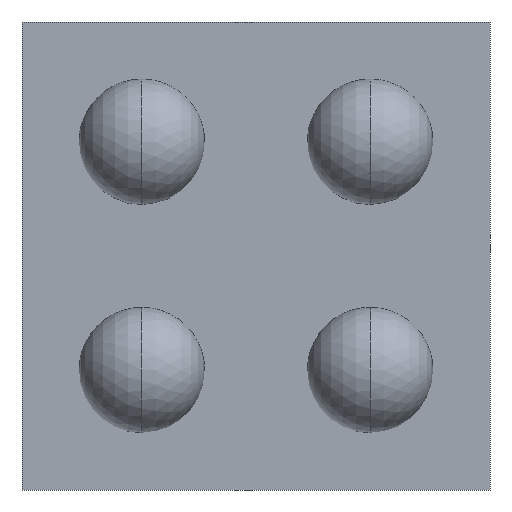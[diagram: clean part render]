
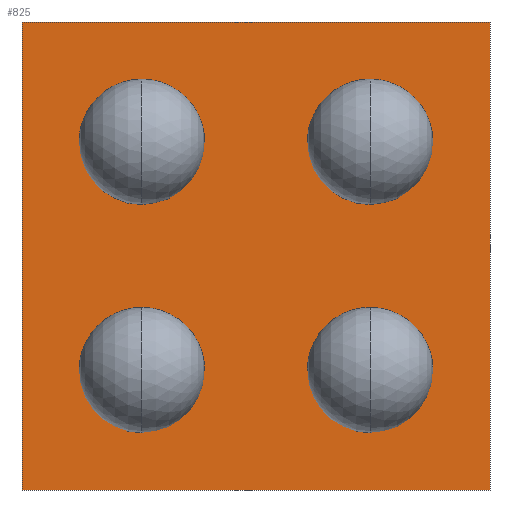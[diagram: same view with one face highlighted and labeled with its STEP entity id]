
A CAD part, front view. The second image highlights one B-rep face of the part: STEP entity #825.
In plain terms, the highlighted planar face has unit normal (0, -1, 0).
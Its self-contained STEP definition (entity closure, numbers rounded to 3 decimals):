
#4 = EDGE_CURVE ( 'NONE', #277, #712, #154, .T. ) ;
#20 = LINE ( 'NONE', #812, #355 ) ;
#133 = CARTESIAN_POINT ( 'NONE',  ( -0.41, 0.17, 0.41 ) ) ;
#149 = CARTESIAN_POINT ( 'NONE',  ( 0.41, 0.17, 0.41 ) ) ;
#151 = ORIENTED_EDGE ( 'NONE', *, *, #786, .F. ) ;
#154 = LINE ( 'NONE', #349, #506 ) ;
#199 = DIRECTION ( 'NONE',  ( 0., 0., -1. ) ) ;
#214 = DIRECTION ( 'NONE',  ( 0., 0., 1. ) ) ;
#228 = VECTOR ( 'NONE', #600, 1000. ) ;
#238 = EDGE_CURVE ( 'NONE', #575, #277, #800, .T. ) ;
#277 = VERTEX_POINT ( 'NONE', #334 ) ;
#295 = ORIENTED_EDGE ( 'NONE', *, *, #337, .F. ) ;
#334 = CARTESIAN_POINT ( 'NONE',  ( 0.41, 0.17, -0.41 ) ) ;
#337 = EDGE_CURVE ( 'NONE', #712, #514, #20, .T. ) ;
#349 = CARTESIAN_POINT ( 'NONE',  ( -0.41, 0.17, -0.41 ) ) ;
#355 = VECTOR ( 'NONE', #214, 1000. ) ;
#360 = DIRECTION ( 'NONE',  ( -1., 0., 0. ) ) ;
#411 = AXIS2_PLACEMENT_3D ( 'NONE', #451, #729, #199 ) ;
#451 = CARTESIAN_POINT ( 'NONE',  ( 0., 0.17, 0. ) ) ;
#459 = FACE_OUTER_BOUND ( 'NONE', #620, .T. ) ;
#506 = VECTOR ( 'NONE', #360, 1000. ) ;
#512 = DIRECTION ( 'NONE',  ( 0., 0., -1. ) ) ;
#514 = VERTEX_POINT ( 'NONE', #846 ) ;
#543 = ORIENTED_EDGE ( 'NONE', *, *, #4, .F. ) ;
#575 = VERTEX_POINT ( 'NONE', #149 ) ;
#600 = DIRECTION ( 'NONE',  ( 1., 0., 0. ) ) ;
#620 = EDGE_LOOP ( 'NONE', ( #686, #151, #295, #543 ) ) ;
#647 = CARTESIAN_POINT ( 'NONE',  ( -0.41, 0.17, -0.41 ) ) ;
#666 = CARTESIAN_POINT ( 'NONE',  ( 0.41, 0.17, 0.41 ) ) ;
#686 = ORIENTED_EDGE ( 'NONE', *, *, #238, .F. ) ;
#712 = VERTEX_POINT ( 'NONE', #647 ) ;
#713 = VECTOR ( 'NONE', #512, 1000. ) ;
#729 = DIRECTION ( 'NONE',  ( 0., -1., 0. ) ) ;
#786 = EDGE_CURVE ( 'NONE', #514, #575, #796, .T. ) ;
#796 = LINE ( 'NONE', #133, #228 ) ;
#800 = LINE ( 'NONE', #666, #713 ) ;
#801 = PLANE ( 'NONE',  #411 ) ;
#812 = CARTESIAN_POINT ( 'NONE',  ( -0.41, 0.17, 0.41 ) ) ;
#825 = ADVANCED_FACE ( 'NONE', ( #459 ), #801, .T. ) ;
#846 = CARTESIAN_POINT ( 'NONE',  ( -0.41, 0.17, 0.41 ) ) ;
